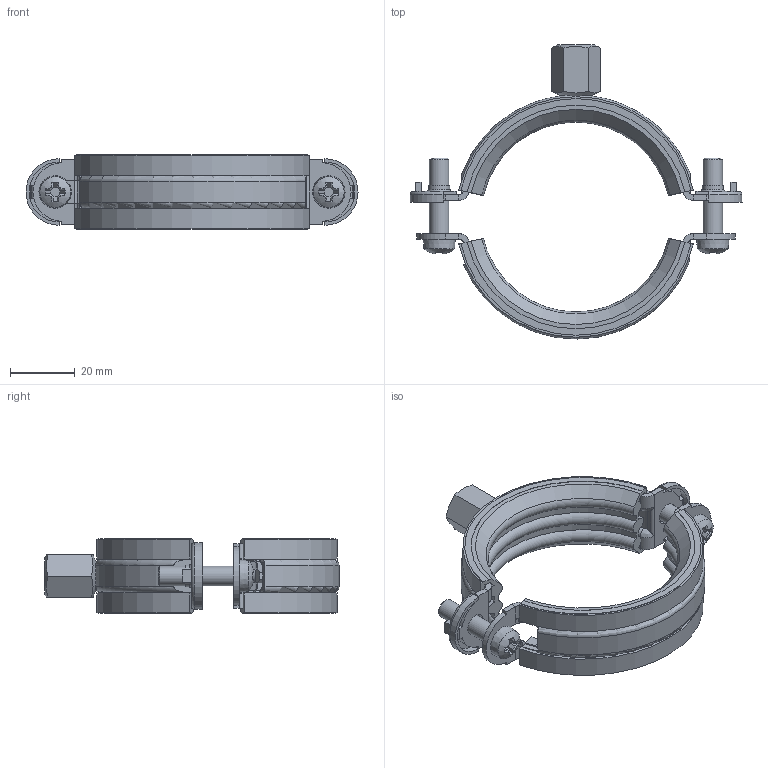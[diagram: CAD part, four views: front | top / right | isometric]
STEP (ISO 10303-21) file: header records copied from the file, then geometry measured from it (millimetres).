
FILE_DESCRIPTION((''),'2;1');
FILE_NAME('119886.stp','2011-08-09T11:53:43',('DMK009'),(''),'Autodesk Inventor 2012','Autodesk Inventor 2012','');
FILE_SCHEMA(('AUTOMOTIVE_DESIGN { 1 0 10303 214 1 1 1 1 }'));
Length unit declared in the file: millimetre
Products named in the file (1): 119886
Bounding box: 102.3 x 90.6 x 22.84 mm (x, y, z)
Volume: 28087.1 mm3; surface area: 30105.8 mm2
Topology: 1 solids, 1 shells, 341 faces, 966 edges, 622 vertices
Faces by surface type: plane 169, cylinder 94, cone 43, torus 24, bspline 8, sphere 3
Full cylindrical faces by diameter (mm): 5.5 x2, 6 x4, 6.6 x2, 6.647 x1, 6.8 x3, 8.376 x1
Entity records: 11696 total; most frequent: CARTESIAN_POINT 2739, ORIENTED_EDGE 1880, DIRECTION 1854, EDGE_CURVE 940, AXIS2_PLACEMENT_3D 697, VERTEX_POINT 616, VECTOR 460, LINE 460
